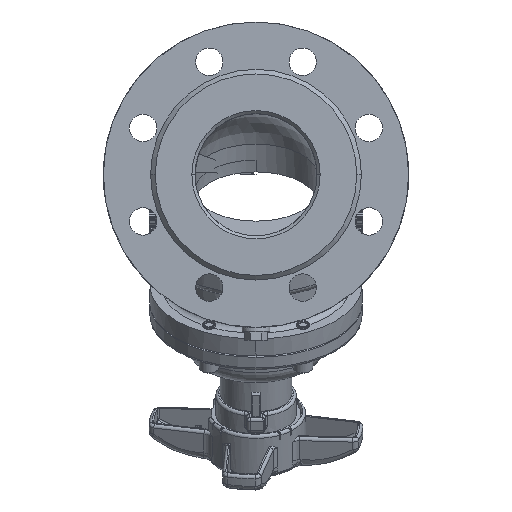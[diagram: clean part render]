
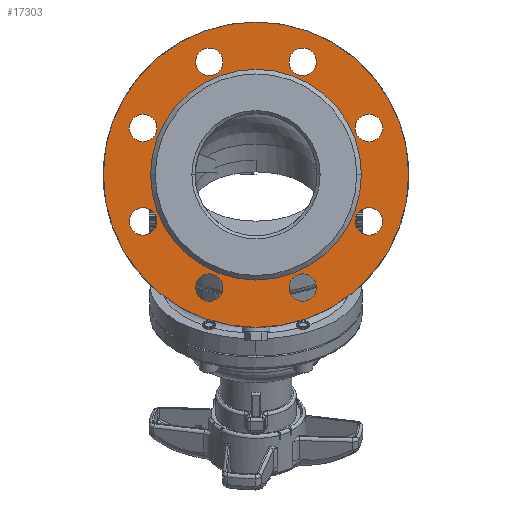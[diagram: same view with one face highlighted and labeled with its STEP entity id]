
A CAD part, left-side view. The second image highlights one B-rep face of the part: STEP entity #17303.
In plain terms, the highlighted planar face has unit normal (-1, 0, 0).
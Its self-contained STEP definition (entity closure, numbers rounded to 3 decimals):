
#39=CARTESIAN_POINT('',(-195.971,0.,0.));
#40=DIRECTION('',(1.,0.,0.));
#41=DIRECTION('',(0.,1.,0.));
#42=AXIS2_PLACEMENT_3D('',#39,#40,#41);
#44=CARTESIAN_POINT('',(-195.971,0.,0.));
#45=DIRECTION('',(1.,0.,0.));
#46=DIRECTION('',(0.,-1.,0.));
#47=AXIS2_PLACEMENT_3D('',#44,#45,#46);
#49=CARTESIAN_POINT('',(-195.971,0.,0.));
#50=DIRECTION('',(-1.,0.,0.));
#51=DIRECTION('',(0.,1.,0.));
#52=AXIS2_PLACEMENT_3D('',#49,#50,#51);
#54=CARTESIAN_POINT('',(-195.971,0.,0.));
#55=DIRECTION('',(-1.,0.,0.));
#56=DIRECTION('',(0.,-1.,0.));
#57=AXIS2_PLACEMENT_3D('',#54,#55,#56);
#59=CARTESIAN_POINT('',(-195.971,30.615,-73.91));
#60=DIRECTION('',(-1.,0.,0.));
#61=DIRECTION('',(0.,-1.,0.));
#62=AXIS2_PLACEMENT_3D('',#59,#60,#61);
#64=CARTESIAN_POINT('',(-195.971,30.615,-73.91));
#65=DIRECTION('',(-1.,0.,0.));
#66=DIRECTION('',(0.,1.,0.));
#67=AXIS2_PLACEMENT_3D('',#64,#65,#66);
#69=CARTESIAN_POINT('',(-195.971,73.91,-30.615));
#70=DIRECTION('',(-1.,0.,0.));
#71=DIRECTION('',(0.,-1.,0.));
#72=AXIS2_PLACEMENT_3D('',#69,#70,#71);
#74=CARTESIAN_POINT('',(-195.971,73.91,-30.615));
#75=DIRECTION('',(-1.,0.,0.));
#76=DIRECTION('',(0.,1.,0.));
#77=AXIS2_PLACEMENT_3D('',#74,#75,#76);
#79=CARTESIAN_POINT('',(-195.971,73.91,30.615));
#80=DIRECTION('',(-1.,0.,0.));
#81=DIRECTION('',(0.,-1.,0.));
#82=AXIS2_PLACEMENT_3D('',#79,#80,#81);
#84=CARTESIAN_POINT('',(-195.971,73.91,30.615));
#85=DIRECTION('',(-1.,0.,0.));
#86=DIRECTION('',(0.,1.,0.));
#87=AXIS2_PLACEMENT_3D('',#84,#85,#86);
#89=CARTESIAN_POINT('',(-195.971,30.615,73.91));
#90=DIRECTION('',(-1.,0.,0.));
#91=DIRECTION('',(0.,-1.,0.));
#92=AXIS2_PLACEMENT_3D('',#89,#90,#91);
#94=CARTESIAN_POINT('',(-195.971,30.615,73.91));
#95=DIRECTION('',(-1.,0.,0.));
#96=DIRECTION('',(0.,1.,0.));
#97=AXIS2_PLACEMENT_3D('',#94,#95,#96);
#99=CARTESIAN_POINT('',(-195.971,-30.615,73.91));
#100=DIRECTION('',(-1.,0.,0.));
#101=DIRECTION('',(0.,-1.,0.));
#102=AXIS2_PLACEMENT_3D('',#99,#100,#101);
#104=CARTESIAN_POINT('',(-195.971,-30.615,73.91));
#105=DIRECTION('',(-1.,0.,0.));
#106=DIRECTION('',(0.,1.,0.));
#107=AXIS2_PLACEMENT_3D('',#104,#105,#106);
#109=CARTESIAN_POINT('',(-195.971,-73.91,30.615));
#110=DIRECTION('',(-1.,0.,0.));
#111=DIRECTION('',(0.,-1.,0.));
#112=AXIS2_PLACEMENT_3D('',#109,#110,#111);
#114=CARTESIAN_POINT('',(-195.971,-73.91,30.615));
#115=DIRECTION('',(-1.,0.,0.));
#116=DIRECTION('',(0.,1.,0.));
#117=AXIS2_PLACEMENT_3D('',#114,#115,#116);
#119=CARTESIAN_POINT('',(-195.971,-73.91,
-30.615));
#120=DIRECTION('',(-1.,0.,0.));
#121=DIRECTION('',(0.,-1.,0.));
#122=AXIS2_PLACEMENT_3D('',#119,#120,#121);
#124=CARTESIAN_POINT('',(-195.971,-73.91,
-30.615));
#125=DIRECTION('',(-1.,0.,0.));
#126=DIRECTION('',(0.,1.,0.));
#127=AXIS2_PLACEMENT_3D('',#124,#125,#126);
#129=CARTESIAN_POINT('',(-195.971,-30.615,
-73.91));
#130=DIRECTION('',(-1.,0.,0.));
#131=DIRECTION('',(0.,-1.,0.));
#132=AXIS2_PLACEMENT_3D('',#129,#130,#131);
#134=CARTESIAN_POINT('',(-195.971,-30.615,
-73.91));
#135=DIRECTION('',(-1.,0.,0.));
#136=DIRECTION('',(0.,1.,0.));
#137=AXIS2_PLACEMENT_3D('',#134,#135,#136);
#13905=CARTESIAN_POINT('',(-195.971,-69.,0.));
#13906=VERTEX_POINT('',#13905);
#13907=CARTESIAN_POINT('',(-195.971,69.,0.));
#13908=VERTEX_POINT('',#13907);
#13909=CARTESIAN_POINT('',(-195.971,100.,0.));
#13910=CARTESIAN_POINT('',(-195.971,-100.,0.));
#13911=VERTEX_POINT('',#13909);
#13912=VERTEX_POINT('',#13910);
#13913=CARTESIAN_POINT('',(-195.971,21.615,
-73.91));
#13914=CARTESIAN_POINT('',(-195.971,39.615,
-73.91));
#13915=VERTEX_POINT('',#13913);
#13916=VERTEX_POINT('',#13914);
#13917=CARTESIAN_POINT('',(-195.971,64.91,
-30.615));
#13918=CARTESIAN_POINT('',(-195.971,82.91,
-30.615));
#13919=VERTEX_POINT('',#13917);
#13920=VERTEX_POINT('',#13918);
#13921=CARTESIAN_POINT('',(-195.971,64.91,
30.615));
#13922=CARTESIAN_POINT('',(-195.971,82.91,
30.615));
#13923=VERTEX_POINT('',#13921);
#13924=VERTEX_POINT('',#13922);
#13925=CARTESIAN_POINT('',(-195.971,21.615,
73.91));
#13926=CARTESIAN_POINT('',(-195.971,39.615,
73.91));
#13927=VERTEX_POINT('',#13925);
#13928=VERTEX_POINT('',#13926);
#13929=CARTESIAN_POINT('',(-195.971,-39.615,
73.91));
#13930=CARTESIAN_POINT('',(-195.971,-21.615,
73.91));
#13931=VERTEX_POINT('',#13929);
#13932=VERTEX_POINT('',#13930);
#13933=CARTESIAN_POINT('',(-195.971,-82.91,
30.615));
#13934=CARTESIAN_POINT('',(-195.971,-64.91,
30.615));
#13935=VERTEX_POINT('',#13933);
#13936=VERTEX_POINT('',#13934);
#13937=CARTESIAN_POINT('',(-195.971,-82.91,
-30.615));
#13938=CARTESIAN_POINT('',(-195.971,-64.91,
-30.615));
#13939=VERTEX_POINT('',#13937);
#13940=VERTEX_POINT('',#13938);
#13941=CARTESIAN_POINT('',(-195.971,-39.615,
-73.91));
#13942=CARTESIAN_POINT('',(-195.971,-21.615,
-73.91));
#13943=VERTEX_POINT('',#13941);
#13944=VERTEX_POINT('',#13942);
#17240=CARTESIAN_POINT('',(-195.971,0.,0.));
#17241=DIRECTION('',(-1.,0.,0.));
#17242=DIRECTION('',(0.,1.,0.));
#17243=AXIS2_PLACEMENT_3D('',#17240,#17241,#17242);
#17244=PLANE('',#17243);
#17246=ORIENTED_EDGE('',*,*,#17245,.T.);
#17248=ORIENTED_EDGE('',*,*,#17247,.T.);
#17249=EDGE_LOOP('',(#17246,#17248));
#17250=FACE_OUTER_BOUND('',#17249,.F.);
#17251=ORIENTED_EDGE('',*,*,#17233,.T.);
#17252=ORIENTED_EDGE('',*,*,#17222,.T.);
#17253=EDGE_LOOP('',(#17251,#17252));
#17254=FACE_BOUND('',#17253,.F.);
#17256=ORIENTED_EDGE('',*,*,#17255,.T.);
#17258=ORIENTED_EDGE('',*,*,#17257,.T.);
#17259=EDGE_LOOP('',(#17256,#17258));
#17260=FACE_BOUND('',#17259,.F.);
#17262=ORIENTED_EDGE('',*,*,#17261,.T.);
#17264=ORIENTED_EDGE('',*,*,#17263,.T.);
#17265=EDGE_LOOP('',(#17262,#17264));
#17266=FACE_BOUND('',#17265,.F.);
#17268=ORIENTED_EDGE('',*,*,#17267,.T.);
#17270=ORIENTED_EDGE('',*,*,#17269,.T.);
#17271=EDGE_LOOP('',(#17268,#17270));
#17272=FACE_BOUND('',#17271,.F.);
#17274=ORIENTED_EDGE('',*,*,#17273,.T.);
#17276=ORIENTED_EDGE('',*,*,#17275,.T.);
#17277=EDGE_LOOP('',(#17274,#17276));
#17278=FACE_BOUND('',#17277,.F.);
#17280=ORIENTED_EDGE('',*,*,#17279,.T.);
#17282=ORIENTED_EDGE('',*,*,#17281,.T.);
#17283=EDGE_LOOP('',(#17280,#17282));
#17284=FACE_BOUND('',#17283,.F.);
#17286=ORIENTED_EDGE('',*,*,#17285,.T.);
#17288=ORIENTED_EDGE('',*,*,#17287,.T.);
#17289=EDGE_LOOP('',(#17286,#17288));
#17290=FACE_BOUND('',#17289,.F.);
#17292=ORIENTED_EDGE('',*,*,#17291,.T.);
#17294=ORIENTED_EDGE('',*,*,#17293,.T.);
#17295=EDGE_LOOP('',(#17292,#17294));
#17296=FACE_BOUND('',#17295,.F.);
#17298=ORIENTED_EDGE('',*,*,#17297,.T.);
#17300=ORIENTED_EDGE('',*,*,#17299,.T.);
#17301=EDGE_LOOP('',(#17298,#17300));
#17302=FACE_BOUND('',#17301,.F.);
#17303=ADVANCED_FACE('',(#17250,#17254,#17260,#17266,#17272,#17278,#17284,
#17290,#17296,#17302),#17244,.T.);
#43=CIRCLE('',#42,100.);
#48=CIRCLE('',#47,100.);
#53=CIRCLE('',#52,69.);
#58=CIRCLE('',#57,69.);
#63=CIRCLE('',#62,9.);
#68=CIRCLE('',#67,9.);
#73=CIRCLE('',#72,9.);
#78=CIRCLE('',#77,9.);
#83=CIRCLE('',#82,9.);
#88=CIRCLE('',#87,9.);
#93=CIRCLE('',#92,9.);
#98=CIRCLE('',#97,9.);
#103=CIRCLE('',#102,9.);
#108=CIRCLE('',#107,9.);
#113=CIRCLE('',#112,9.);
#118=CIRCLE('',#117,9.);
#123=CIRCLE('',#122,9.);
#128=CIRCLE('',#127,9.);
#133=CIRCLE('',#132,9.);
#138=CIRCLE('',#137,9.);
#17222=EDGE_CURVE('',#13906,#13908,#58,.T.);
#17233=EDGE_CURVE('',#13908,#13906,#53,.T.);
#17245=EDGE_CURVE('',#13911,#13912,#43,.T.);
#17247=EDGE_CURVE('',#13912,#13911,#48,.T.);
#17255=EDGE_CURVE('',#13915,#13916,#63,.T.);
#17257=EDGE_CURVE('',#13916,#13915,#68,.T.);
#17261=EDGE_CURVE('',#13919,#13920,#73,.T.);
#17263=EDGE_CURVE('',#13920,#13919,#78,.T.);
#17267=EDGE_CURVE('',#13923,#13924,#83,.T.);
#17269=EDGE_CURVE('',#13924,#13923,#88,.T.);
#17273=EDGE_CURVE('',#13927,#13928,#93,.T.);
#17275=EDGE_CURVE('',#13928,#13927,#98,.T.);
#17279=EDGE_CURVE('',#13931,#13932,#103,.T.);
#17281=EDGE_CURVE('',#13932,#13931,#108,.T.);
#17285=EDGE_CURVE('',#13935,#13936,#113,.T.);
#17287=EDGE_CURVE('',#13936,#13935,#118,.T.);
#17291=EDGE_CURVE('',#13939,#13940,#123,.T.);
#17293=EDGE_CURVE('',#13940,#13939,#128,.T.);
#17297=EDGE_CURVE('',#13943,#13944,#133,.T.);
#17299=EDGE_CURVE('',#13944,#13943,#138,.T.);
